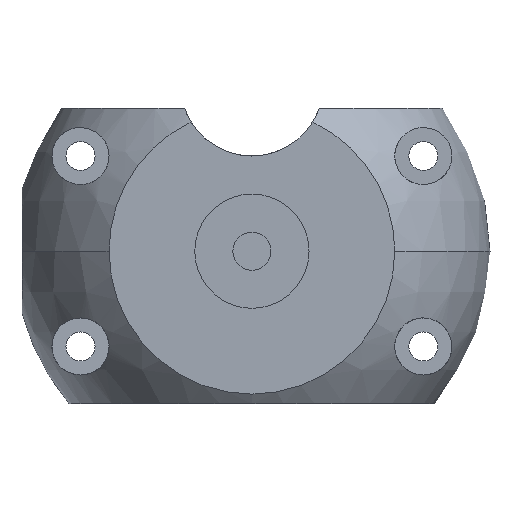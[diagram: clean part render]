
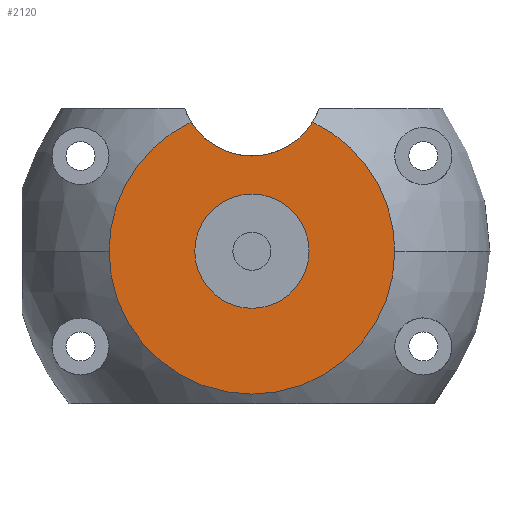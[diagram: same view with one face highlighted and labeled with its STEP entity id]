
A CAD part, left-side view. The second image highlights one B-rep face of the part: STEP entity #2120.
In plain terms, the highlighted planar face has unit normal (-1, 0, 0).
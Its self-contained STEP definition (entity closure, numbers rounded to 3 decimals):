
#72 = VERTEX_POINT ( 'NONE', #959 ) ;
#146 = ORIENTED_EDGE ( 'NONE', *, *, #1087, .T. ) ;
#218 = CARTESIAN_POINT ( 'NONE',  ( -20., 0., 0. ) ) ;
#229 = DIRECTION ( 'NONE',  ( -1., 0., 0. ) ) ;
#238 = DIRECTION ( 'NONE',  ( 0., 0., 1. ) ) ;
#241 = ORIENTED_EDGE ( 'NONE', *, *, #363, .F. ) ;
#282 = FACE_BOUND ( 'NONE', #1196, .T. ) ;
#330 = ORIENTED_EDGE ( 'NONE', *, *, #766, .T. ) ;
#331 = VERTEX_POINT ( 'NONE', #1433 ) ;
#363 = EDGE_CURVE ( 'NONE', #385, #331, #2087, .T. ) ;
#385 = VERTEX_POINT ( 'NONE', #1958 ) ;
#392 = AXIS2_PLACEMENT_3D ( 'NONE', #1021, #1147, #1197 ) ;
#396 = VERTEX_POINT ( 'NONE', #624 ) ;
#481 = ORIENTED_EDGE ( 'NONE', *, *, #1223, .F. ) ;
#495 = ORIENTED_EDGE ( 'NONE', *, *, #2632, .T. ) ;
#562 = DIRECTION ( 'NONE',  ( 1., 0., 0. ) ) ;
#582 = CARTESIAN_POINT ( 'NONE',  ( -20., 0., 17.5 ) ) ;
#624 = CARTESIAN_POINT ( 'NONE',  ( -20., -6.389, 13.571 ) ) ;
#758 = VERTEX_POINT ( 'NONE', #1600 ) ;
#766 = EDGE_CURVE ( 'NONE', #758, #396, #1039, .T. ) ;
#777 = DIRECTION ( 'NONE',  ( 0., 0., -1. ) ) ;
#778 = CIRCLE ( 'NONE', #2386, 15. ) ;
#829 = CARTESIAN_POINT ( 'NONE',  ( -20., 0., 0. ) ) ;
#866 = CIRCLE ( 'NONE', #2853, 15. ) ;
#886 = AXIS2_PLACEMENT_3D ( 'NONE', #2054, #1898, #1891 ) ;
#959 = CARTESIAN_POINT ( 'NONE',  ( -20., 6.389, 13.571 ) ) ;
#1021 = CARTESIAN_POINT ( 'NONE',  ( -20., 0., 0. ) ) ;
#1039 = CIRCLE ( 'NONE', #392, 15. ) ;
#1087 = EDGE_CURVE ( 'NONE', #396, #72, #1400, .T. ) ;
#1147 = DIRECTION ( 'NONE',  ( -1., 0., 0. ) ) ;
#1161 = EDGE_LOOP ( 'NONE', ( #1946, #495, #330, #146 ) ) ;
#1196 = EDGE_LOOP ( 'NONE', ( #481, #241 ) ) ;
#1197 = DIRECTION ( 'NONE',  ( 0., 0., 1. ) ) ;
#1223 = EDGE_CURVE ( 'NONE', #331, #385, #2000, .T. ) ;
#1284 = CARTESIAN_POINT ( 'NONE',  ( -20., 15., 0. ) ) ;
#1400 = CIRCLE ( 'NONE', #2723, 7.5 ) ;
#1433 = CARTESIAN_POINT ( 'NONE',  ( -20., 0., -6. ) ) ;
#1456 = CARTESIAN_POINT ( 'NONE',  ( -20., 0., 0. ) ) ;
#1479 = DIRECTION ( 'NONE',  ( -1., 0., 0. ) ) ;
#1500 = DIRECTION ( 'NONE',  ( 0., 0., 1. ) ) ;
#1600 = CARTESIAN_POINT ( 'NONE',  ( -20., -15., 0. ) ) ;
#1655 = DIRECTION ( 'NONE',  ( -1., 0., 0. ) ) ;
#1665 = DIRECTION ( 'NONE',  ( 0., 0., 1. ) ) ;
#1877 = EDGE_CURVE ( 'NONE', #72, #2642, #866, .T. ) ;
#1891 = DIRECTION ( 'NONE',  ( 0., 0., 1. ) ) ;
#1898 = DIRECTION ( 'NONE',  ( -1., 0., 0. ) ) ;
#1946 = ORIENTED_EDGE ( 'NONE', *, *, #1877, .T. ) ;
#1957 = AXIS2_PLACEMENT_3D ( 'NONE', #1456, #1479, #1500 ) ;
#1958 = CARTESIAN_POINT ( 'NONE',  ( -20., 0., 6. ) ) ;
#2000 = CIRCLE ( 'NONE', #1957, 6. ) ;
#2054 = CARTESIAN_POINT ( 'NONE',  ( -20., -15., 20. ) ) ;
#2087 = CIRCLE ( 'NONE', #2685, 6. ) ;
#2120 = ADVANCED_FACE ( 'NONE', ( #282, #2744 ), #2278, .T. ) ;
#2211 = DIRECTION ( 'NONE',  ( -1., 0., 0. ) ) ;
#2278 = PLANE ( 'NONE',  #886 ) ;
#2386 = AXIS2_PLACEMENT_3D ( 'NONE', #218, #229, #238 ) ;
#2476 = DIRECTION ( 'NONE',  ( 0., 0., 1. ) ) ;
#2632 = EDGE_CURVE ( 'NONE', #2642, #758, #778, .T. ) ;
#2642 = VERTEX_POINT ( 'NONE', #1284 ) ;
#2685 = AXIS2_PLACEMENT_3D ( 'NONE', #2753, #2211, #2476 ) ;
#2723 = AXIS2_PLACEMENT_3D ( 'NONE', #582, #562, #777 ) ;
#2744 = FACE_OUTER_BOUND ( 'NONE', #1161, .T. ) ;
#2753 = CARTESIAN_POINT ( 'NONE',  ( -20., 0., 0. ) ) ;
#2853 = AXIS2_PLACEMENT_3D ( 'NONE', #829, #1655, #1665 ) ;
